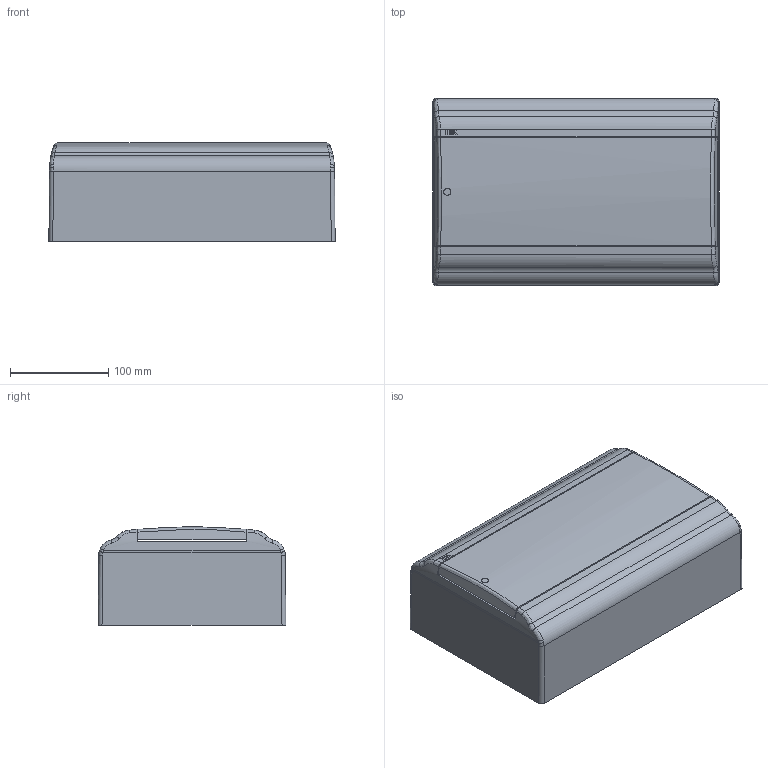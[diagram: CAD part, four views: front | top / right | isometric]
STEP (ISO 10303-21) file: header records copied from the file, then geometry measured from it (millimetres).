
FILE_DESCRIPTION (( 'STEP AP214' ), '1' );
FILE_NAME ('MKP82-N-12-41-10 Áîêñ ÙÐÍ-Ï-12 ìîäóëåé íàâåñí.ïëàñòèê IP41 PRIME_2.STEP', '2016-09-01T11:03:32', ( '' ), ( '' ), 'SwSTEP 2.0', 'SolidWorks 2014', '' );
FILE_SCHEMA (( 'AUTOMOTIVE_DESIGN' ));
Length unit declared in the file: millimetre
Products named in the file (1): MKP82-N-12-41-10 Áîêñ ÙÐÍ-Ï-12 ìîäóëåé íàâåñí.ïëàñòèê IP41 PRIME_2
Bounding box: 291.05 x 191.05 x 100 mm (x, y, z)
Volume: 756359.4 mm3; surface area: 562386.5 mm2
Topology: 11 solids, 11 shells, 2389 faces, 6300 edges, 4159 vertices
Faces by surface type: plane 1340, bspline 775, cylinder 218, cone 56
Entity records: 121147 total; most frequent: CARTESIAN_POINT 40836, ORIENTED_EDGE 12600, DIRECTION 8339, EDGE_CURVE 6300, LINE 4173, VECTOR 4173, VERTEX_POINT 4159, EDGE_LOOP 2643
